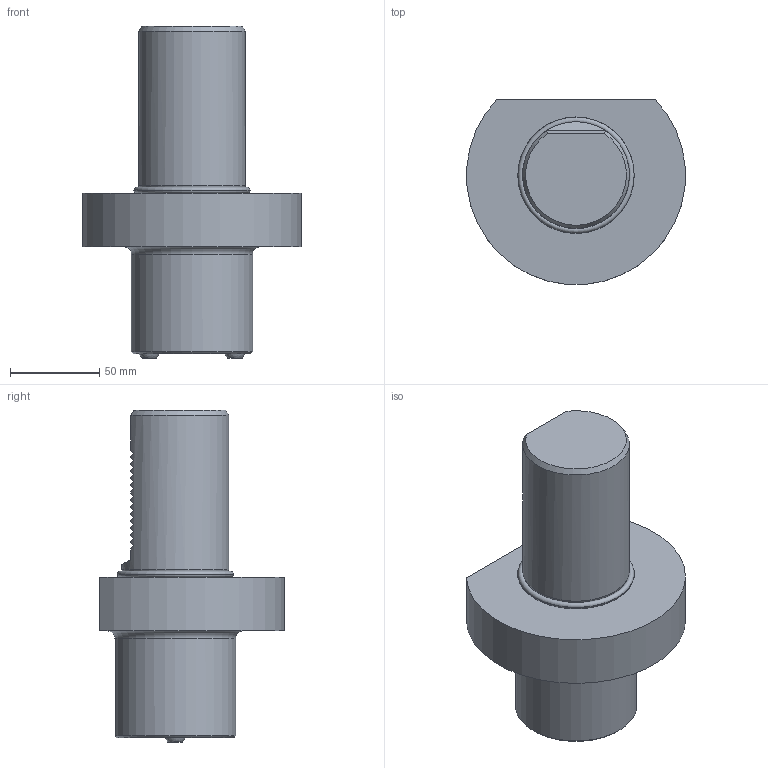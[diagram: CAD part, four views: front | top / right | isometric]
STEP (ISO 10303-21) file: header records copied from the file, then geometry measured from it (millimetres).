
FILE_DESCRIPTION (( 'STEP AP214' ), '1' );
FILE_NAME ('E260X20.STEP', '2025-07-29T07:15:17', ( '' ), ( '' ), 'SwSTEP 2.0', 'SolidWorks 2023', '' );
FILE_SCHEMA (( 'AUTOMOTIVE_DESIGN' ));
Length unit declared in the file: millimetre
Products named in the file (1): E260X20
Bounding box: 122.69 x 103.77 x 186.37 mm (x, y, z)
Volume: 772339.8 mm3; surface area: 69275.6 mm2
Topology: 1 solids, 1 shells, 299 faces, 784 edges, 522 vertices
Faces by surface type: plane 201, bspline 44, cylinder 41, cone 6, torus 5, sphere 2
Full cylindrical faces by diameter (mm): 1.7 x1, 2.1 x1, 6.366 x1, 12 x3, 20 x1, 60 x1, 65.394 x1
Entity records: 14043 total; most frequent: CARTESIAN_POINT 5057, ORIENTED_EDGE 1502, DIRECTION 1192, EDGE_CURVE 751, VERTEX_POINT 508, VECTOR 490, LINE 490, EDGE_LOOP 353
